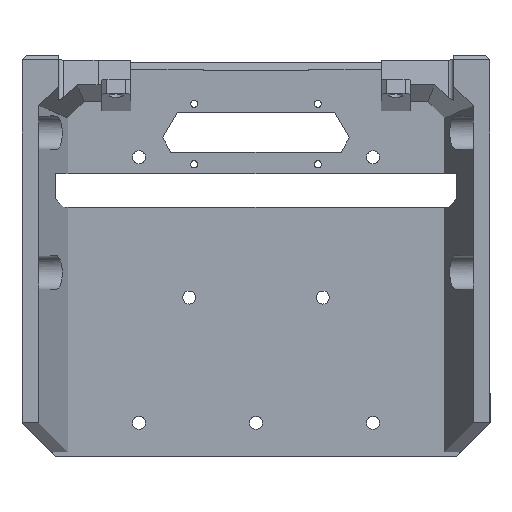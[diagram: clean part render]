
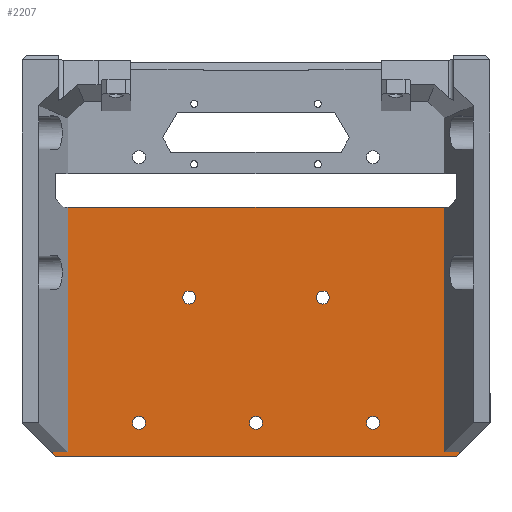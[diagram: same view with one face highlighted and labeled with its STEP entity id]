
A CAD part, top view. The second image highlights one B-rep face of the part: STEP entity #2207.
In plain terms, the highlighted planar face has unit normal (0, 0, 1).
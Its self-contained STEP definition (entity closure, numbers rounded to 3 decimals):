
#81=FACE_BOUND('',#345,.T.);
#82=FACE_BOUND('',#346,.T.);
#83=FACE_BOUND('',#347,.T.);
#84=FACE_BOUND('',#348,.T.);
#85=FACE_BOUND('',#349,.T.);
#126=CIRCLE('',#2372,2.457);
#127=CIRCLE('',#2373,2.457);
#128=CIRCLE('',#2374,2.457);
#129=CIRCLE('',#2375,2.457);
#130=CIRCLE('',#2376,2.457);
#206=FACE_OUTER_BOUND('',#344,.T.);
#344=EDGE_LOOP('',(#1871,#1872,#1873,#1874,#1875,#1876,#1877,#1878));
#345=EDGE_LOOP('',(#1879));
#346=EDGE_LOOP('',(#1880));
#347=EDGE_LOOP('',(#1881));
#348=EDGE_LOOP('',(#1882));
#349=EDGE_LOOP('',(#1883));
#483=LINE('',#3268,#739);
#493=LINE('',#3288,#749);
#605=LINE('',#3542,#861);
#606=LINE('',#3544,#862);
#607=LINE('',#3546,#863);
#608=LINE('',#3548,#864);
#609=LINE('',#3550,#865);
#610=LINE('',#3551,#866);
#739=VECTOR('',#2599,92.917);
#749=VECTOR('',#2611,92.917);
#861=VECTOR('',#2855,143.097);
#862=VECTOR('',#2856,6.35);
#863=VECTOR('',#2857,2.402);
#864=VECTOR('',#2858,152.4);
#865=VECTOR('',#2859,2.402);
#866=VECTOR('',#2860,6.35);
#1014=VERTEX_POINT('',#3265);
#1015=VERTEX_POINT('',#3267);
#1023=VERTEX_POINT('',#3285);
#1024=VERTEX_POINT('',#3287);
#1095=VERTEX_POINT('',#3543);
#1096=VERTEX_POINT('',#3545);
#1097=VERTEX_POINT('',#3547);
#1098=VERTEX_POINT('',#3549);
#1099=VERTEX_POINT('',#3552);
#1100=VERTEX_POINT('',#3554);
#1101=VERTEX_POINT('',#3556);
#1102=VERTEX_POINT('',#3558);
#1103=VERTEX_POINT('',#3560);
#1234=EDGE_CURVE('',#1015,#1014,#483,.T.);
#1244=EDGE_CURVE('',#1024,#1023,#493,.T.);
#1370=EDGE_CURVE('',#1015,#1023,#605,.T.);
#1371=EDGE_CURVE('',#1014,#1095,#606,.T.);
#1372=EDGE_CURVE('',#1095,#1096,#607,.T.);
#1373=EDGE_CURVE('',#1096,#1097,#608,.T.);
#1374=EDGE_CURVE('',#1097,#1098,#609,.T.);
#1375=EDGE_CURVE('',#1098,#1024,#610,.T.);
#1376=EDGE_CURVE('',#1099,#1099,#126,.T.);
#1377=EDGE_CURVE('',#1100,#1100,#127,.T.);
#1378=EDGE_CURVE('',#1101,#1101,#128,.T.);
#1379=EDGE_CURVE('',#1102,#1102,#129,.T.);
#1380=EDGE_CURVE('',#1103,#1103,#130,.T.);
#1871=ORIENTED_EDGE('',*,*,#1370,.F.);
#1872=ORIENTED_EDGE('',*,*,#1234,.T.);
#1873=ORIENTED_EDGE('',*,*,#1371,.T.);
#1874=ORIENTED_EDGE('',*,*,#1372,.T.);
#1875=ORIENTED_EDGE('',*,*,#1373,.T.);
#1876=ORIENTED_EDGE('',*,*,#1374,.T.);
#1877=ORIENTED_EDGE('',*,*,#1375,.T.);
#1878=ORIENTED_EDGE('',*,*,#1244,.T.);
#1879=ORIENTED_EDGE('',*,*,#1376,.F.);
#1880=ORIENTED_EDGE('',*,*,#1377,.F.);
#1881=ORIENTED_EDGE('',*,*,#1378,.F.);
#1882=ORIENTED_EDGE('',*,*,#1379,.F.);
#1883=ORIENTED_EDGE('',*,*,#1380,.F.);
#2113=PLANE('',#2371);
#2207=ADVANCED_FACE('',(#206,#81,#82,#83,#84,#85),#2113,.T.);
#2371=AXIS2_PLACEMENT_3D('',#3541,#2853,#2854);
#2372=AXIS2_PLACEMENT_3D('',#3553,#2861,#2862);
#2373=AXIS2_PLACEMENT_3D('',#3555,#2863,#2864);
#2374=AXIS2_PLACEMENT_3D('',#3557,#2865,#2866);
#2375=AXIS2_PLACEMENT_3D('',#3559,#2867,#2868);
#2376=AXIS2_PLACEMENT_3D('',#3561,#2869,#2870);
#2599=DIRECTION('',(0.,-1.,0.));
#2611=DIRECTION('',(0.,1.,0.));
#2853=DIRECTION('center_axis',(0.,0.,
1.));
#2854=DIRECTION('ref_axis',(1.,0.,0.));
#2855=DIRECTION('',(1.,0.,0.));
#2856=DIRECTION('',(-1.,0.,0.));
#2857=DIRECTION('',(0.707,-0.707,0.));
#2858=DIRECTION('',(1.,0.,0.));
#2859=DIRECTION('',(0.707,0.707,0.));
#2860=DIRECTION('',(-1.,0.,0.));
#2861=DIRECTION('center_axis',(0.,0.,
1.));
#2862=DIRECTION('ref_axis',(1.,0.,0.));
#2863=DIRECTION('center_axis',(0.,0.,
1.));
#2864=DIRECTION('ref_axis',(1.,0.,0.));
#2865=DIRECTION('center_axis',(0.,0.,
1.));
#2866=DIRECTION('ref_axis',(1.,0.,0.));
#2867=DIRECTION('center_axis',(0.,0.,
1.));
#2868=DIRECTION('ref_axis',(1.,0.,0.));
#2869=DIRECTION('center_axis',(0.,0.,
1.));
#2870=DIRECTION('ref_axis',(1.,0.,0.));
#3265=CARTESIAN_POINT('',(-71.548,-39.577,6.35));
#3267=CARTESIAN_POINT('',(-71.548,53.34,6.35));
#3268=CARTESIAN_POINT('',(-71.548,53.34,6.35));
#3285=CARTESIAN_POINT('',(71.548,53.34,6.35));
#3287=CARTESIAN_POINT('',(71.548,-39.577,6.35));
#3288=CARTESIAN_POINT('',(71.548,-39.577,6.35));
#3541=CARTESIAN_POINT('Origin',(0.,0.,
6.35));
#3542=CARTESIAN_POINT('',(-71.548,53.34,6.35));
#3543=CARTESIAN_POINT('',(-77.898,-39.577,6.35));
#3544=CARTESIAN_POINT('',(-71.548,-39.577,6.35));
#3545=CARTESIAN_POINT('',(-76.2,-41.275,6.35));
#3546=CARTESIAN_POINT('',(-77.898,-39.577,6.35));
#3547=CARTESIAN_POINT('',(76.2,-41.275,6.35));
#3548=CARTESIAN_POINT('',(-76.2,-41.275,6.35));
#3549=CARTESIAN_POINT('',(77.898,-39.577,6.35));
#3550=CARTESIAN_POINT('',(76.2,-41.275,6.35));
#3551=CARTESIAN_POINT('',(77.898,-39.577,6.35));
#3552=CARTESIAN_POINT('',(41.993,-28.575,6.35));
#3553=CARTESIAN_POINT('Origin',(44.45,-28.575,6.35));
#3554=CARTESIAN_POINT('',(22.943,19.05,6.35));
#3555=CARTESIAN_POINT('Origin',(25.4,19.05,6.35));
#3556=CARTESIAN_POINT('',(-27.857,19.05,6.35));
#3557=CARTESIAN_POINT('Origin',(-25.4,19.05,6.35));
#3558=CARTESIAN_POINT('',(-2.457,-28.575,6.35));
#3559=CARTESIAN_POINT('Origin',(0.,-28.575,6.35));
#3560=CARTESIAN_POINT('',(-46.907,-28.575,6.35));
#3561=CARTESIAN_POINT('Origin',(-44.45,-28.575,6.35));
